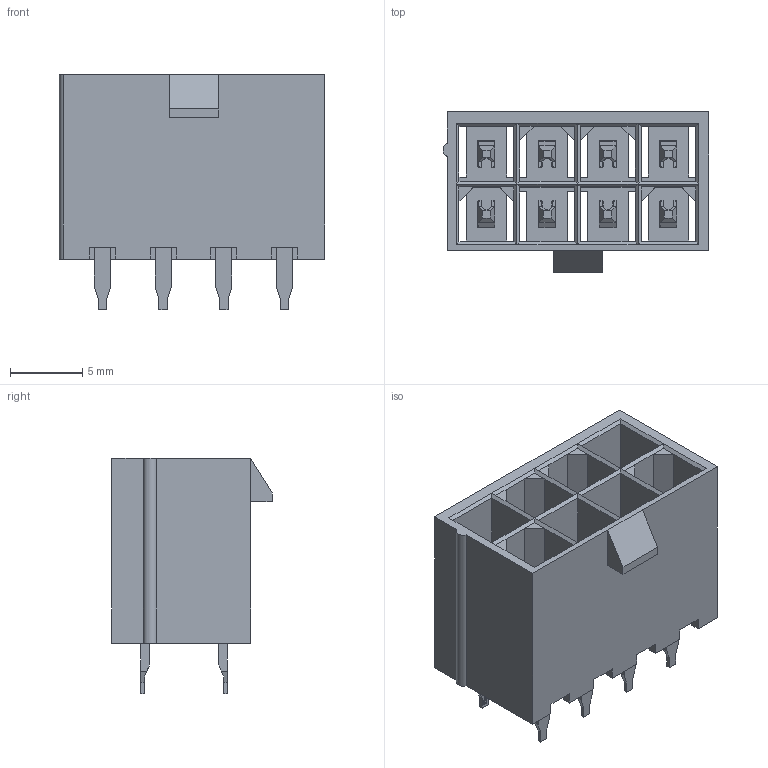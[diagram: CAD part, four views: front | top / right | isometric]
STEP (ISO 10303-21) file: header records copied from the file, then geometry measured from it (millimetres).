
FILE_DESCRIPTION(/* description */ ('Unknown'),/* implementation_level */ '2;1');
FILE_NAME(/* name */ '64900821122',/* time_stamp */ '2019-08-05T15:16:38+02:00',/* author */ ('Unknown'),/* organization */ ('Unknown'),/* preprocessor_version */ 'ST-DEVELOPER v16.7',/* originating_system */ 'DEX',/* authorisation */ $);
FILE_SCHEMA (('AUTOMOTIVE_DESIGN {1 0 10303 214 3 1 1}'));
Length unit declared in the file: millimetre
Products named in the file (3): 6490xx21122; 64900821122; 6490xx21122_PIN
Assembly tree (9 placements, depth 2):
  6490xx21122
    64900821122
    6490xx21122_PIN  x8
Bounding box: 18.4 x 11.1 x 16.3 mm (x, y, z)
Volume: 1058.4 mm3; surface area: 3227.7 mm2
Topology: 9 solids, 9 shells, 969 faces, 2817 edges, 1835 vertices
Faces by surface type: plane 744, cylinder 225
Entity records: 11315 total; most frequent: ORIENTED_EDGE 2022, CARTESIAN_POINT 2005, DIRECTION 1767, EDGE_CURVE 1011, LINE 953, VECTOR 953, VERTEX_POINT 645, AXIS2_PLACEMENT_3D 407
